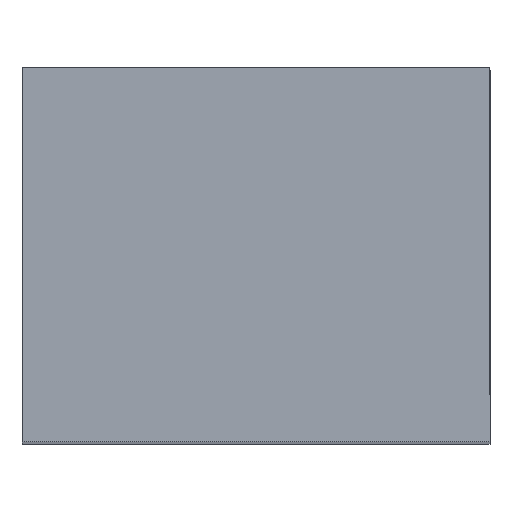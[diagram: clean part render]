
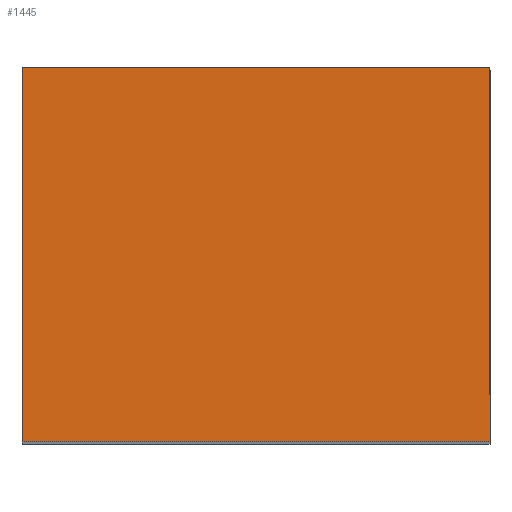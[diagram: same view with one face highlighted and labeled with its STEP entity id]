
A CAD part, top view. The second image highlights one B-rep face of the part: STEP entity #1445.
In plain terms, the highlighted face is planar.
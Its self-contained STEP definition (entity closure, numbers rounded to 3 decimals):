
#1389=CARTESIAN_POINT('',(-11.0,-46.0,10.0));
#1390=VERTEX_POINT('',#1389);
#1397=CARTESIAN_POINT('',(-11.0,-46.0,-10.0));
#1398=VERTEX_POINT('',#1397);
#1399=CARTESIAN_POINT('',(-11.0,-46.0,-10.0));
#1400=DIRECTION('',(0.0,0.0,1.0));
#1401=VECTOR('',#1400,20.0);
#1402=LINE('',#1399,#1401);
#1403=EDGE_CURVE('',#1398,#1390,#1402,.T.);
#1415=CARTESIAN_POINT('',(-11.0,-46.0,-10.0));
#1416=DIRECTION('',(0.0,-1.0,0.0));
#1417=DIRECTION('',(0.0,0.0,-1.0));
#1418=AXIS2_PLACEMENT_3D('',#1415,#1416,#1417);
#1419=PLANE('',#1418);
#1420=CARTESIAN_POINT('',(-36.0,-46.0,10.0));
#1421=VERTEX_POINT('',#1420);
#1422=CARTESIAN_POINT('',(-11.0,-46.0,10.0));
#1423=DIRECTION('',(-1.0,0.0,0.0));
#1424=VECTOR('',#1423,25.0);
#1425=LINE('',#1422,#1424);
#1426=EDGE_CURVE('',#1390,#1421,#1425,.T.);
#1427=ORIENTED_EDGE('',*,*,#1426,.T.);
#1428=CARTESIAN_POINT('',(-36.0,-46.0,-10.0));
#1429=VERTEX_POINT('',#1428);
#1430=CARTESIAN_POINT('',(-36.0,-46.0,-10.0));
#1431=DIRECTION('',(0.0,0.0,1.0));
#1432=VECTOR('',#1431,20.0);
#1433=LINE('',#1430,#1432);
#1434=EDGE_CURVE('',#1429,#1421,#1433,.T.);
#1435=ORIENTED_EDGE('',*,*,#1434,.F.);
#1436=CARTESIAN_POINT('',(-36.0,-46.0,-10.0));
#1437=DIRECTION('',(1.0,0.0,0.0));
#1438=VECTOR('',#1437,25.0);
#1439=LINE('',#1436,#1438);
#1440=EDGE_CURVE('',#1429,#1398,#1439,.T.);
#1441=ORIENTED_EDGE('',*,*,#1440,.T.);
#1442=ORIENTED_EDGE('',*,*,#1403,.T.);
#1443=EDGE_LOOP('',(#1427,#1435,#1441,#1442));
#1444=FACE_OUTER_BOUND('',#1443,.T.);
#1445=ADVANCED_FACE('',(#1444),#1419,.T.);
